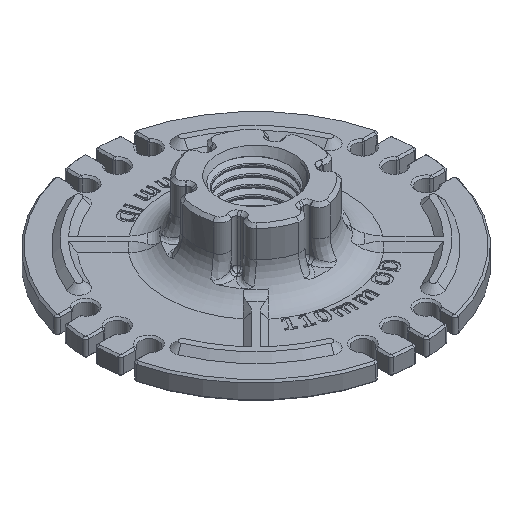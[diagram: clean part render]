
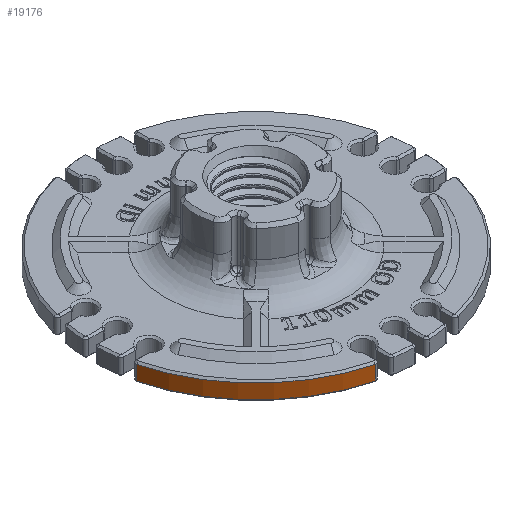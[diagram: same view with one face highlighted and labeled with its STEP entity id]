
A CAD part, isometric view. The second image highlights one B-rep face of the part: STEP entity #19176.
In plain terms, the highlighted cylindrical face has radius 55 mm (diameter 110 mm), a partial arc.
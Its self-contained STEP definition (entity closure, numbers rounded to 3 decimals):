
#1800=FACE_OUTER_BOUND('',#2913,.T.);
#2913=EDGE_LOOP('',(#16789,#16790,#16791,#16792));
#3471=CIRCLE('',#19921,55.);
#3580=CIRCLE('',#20127,55.);
#5903=LINE('',#40241,#7156);
#5904=LINE('',#40245,#7157);
#7156=VECTOR('',#22729,10.);
#7157=VECTOR('',#22734,10.);
#8959=VERTEX_POINT('',#39750);
#8961=VERTEX_POINT('',#39756);
#9105=VERTEX_POINT('',#40240);
#9106=VERTEX_POINT('',#40244);
#11529=EDGE_CURVE('',#8959,#8961,#3471,.T.);
#11768=EDGE_CURVE('',#8961,#9105,#5903,.T.);
#11770=EDGE_CURVE('',#9106,#8959,#5904,.T.);
#11771=EDGE_CURVE('',#9105,#9106,#3580,.T.);
#16789=ORIENTED_EDGE('',*,*,#11529,.F.);
#16790=ORIENTED_EDGE('',*,*,#11770,.F.);
#16791=ORIENTED_EDGE('',*,*,#11771,.F.);
#16792=ORIENTED_EDGE('',*,*,#11768,.F.);
#18325=CYLINDRICAL_SURFACE('',#20126,55.);
#19176=ADVANCED_FACE('',(#1800),#18325,.T.);
#19921=AXIS2_PLACEMENT_3D('',#39760,#22191,#22192);
#20126=AXIS2_PLACEMENT_3D('',#40243,#22732,#22733);
#20127=AXIS2_PLACEMENT_3D('',#40246,#22735,#22736);
#22191=DIRECTION('center_axis',(0.,0.,-1.));
#22192=DIRECTION('ref_axis',(-1.,0.,0.));
#22729=DIRECTION('',(0.,0.,1.));
#22732=DIRECTION('center_axis',(0.,0.,1.));
#22733=DIRECTION('ref_axis',(1.,0.,0.));
#22734=DIRECTION('',(0.,0.,-1.));
#22735=DIRECTION('center_axis',(0.,0.,1.));
#22736=DIRECTION('ref_axis',(-1.,0.,0.));
#39750=CARTESIAN_POINT('',(-13.75,-53.258,0.6));
#39756=CARTESIAN_POINT('',(-53.254,-13.755,0.6));
#39760=CARTESIAN_POINT('Origin',(0.,-0.005,
0.6));
#40240=CARTESIAN_POINT('',(-53.254,-13.755,5.4));
#40241=CARTESIAN_POINT('',(-53.254,-13.755,0.));
#40243=CARTESIAN_POINT('Origin',(0.,-0.005,
0.));
#40244=CARTESIAN_POINT('',(-13.75,-53.258,5.4));
#40245=CARTESIAN_POINT('',(-13.75,-53.258,0.));
#40246=CARTESIAN_POINT('Origin',(0.,-0.005,
5.4));
